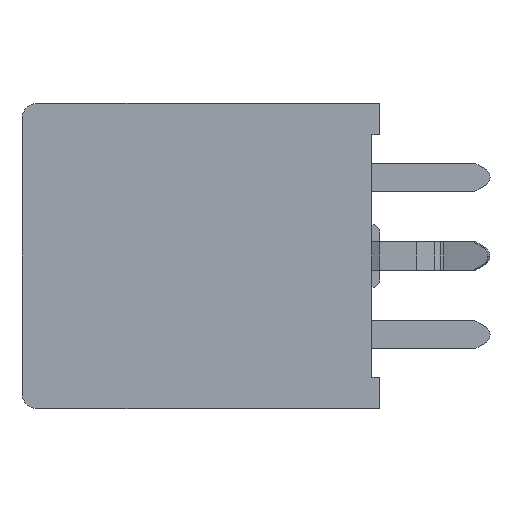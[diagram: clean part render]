
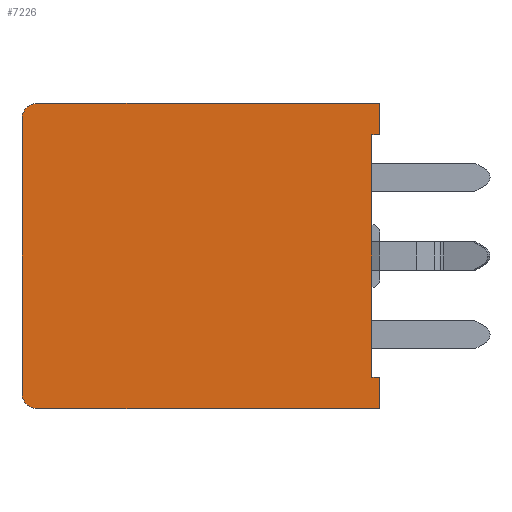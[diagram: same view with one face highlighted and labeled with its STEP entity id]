
A CAD part, left-side view. The second image highlights one B-rep face of the part: STEP entity #7226.
In plain terms, the highlighted planar face has unit normal (-1, 0, 0).
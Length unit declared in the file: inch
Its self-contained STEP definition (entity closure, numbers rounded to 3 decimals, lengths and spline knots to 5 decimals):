
#67 = EDGE_CURVE ( 'NONE', #2340, #4306, #5149, .T. ) ;
#227 = CIRCLE ( 'NONE', #2816, 0.01969 ) ;
#261 = CARTESIAN_POINT ( 'NONE',  ( -0.47326, 0., 0.19094 ) ) ;
#538 = CARTESIAN_POINT ( 'NONE',  ( -0.47326, -0.25591, 0.15157 ) ) ;
#727 = EDGE_CURVE ( 'NONE', #3383, #1780, #5874, .T. ) ;
#985 = EDGE_CURVE ( 'NONE', #1461, #6510, #3181, .T. ) ;
#1287 = ORIENTED_EDGE ( 'NONE', *, *, #727, .T. ) ;
#1303 = VECTOR ( 'NONE', #7314, 39.37008 ) ;
#1461 = VERTEX_POINT ( 'NONE', #2207 ) ;
#1468 = CARTESIAN_POINT ( 'NONE',  ( -0.47326, 0., 0. ) ) ;
#1479 = DIRECTION ( 'NONE',  ( 0., 0., -1. ) ) ;
#1569 = AXIS2_PLACEMENT_3D ( 'NONE', #1468, #7158, #2768 ) ;
#1627 = DIRECTION ( 'NONE',  ( 0., 0., 1. ) ) ;
#1713 = VECTOR ( 'NONE', #7720, 39.37008 ) ;
#1722 = VECTOR ( 'NONE', #1479, 39.37008 ) ;
#1780 = VERTEX_POINT ( 'NONE', #3429 ) ;
#1826 = VECTOR ( 'NONE', #3748, 39.37008 ) ;
#1870 = CARTESIAN_POINT ( 'NONE',  ( -0.47326, -0.25591, 0. ) ) ;
#1960 = DIRECTION ( 'NONE',  ( 0., 1., 0. ) ) ;
#2121 = CIRCLE ( 'NONE', #2518, 0.01969 ) ;
#2167 = CARTESIAN_POINT ( 'NONE',  ( -0.47326, 0., -0.19094 ) ) ;
#2193 = CARTESIAN_POINT ( 'NONE',  ( -0.47326, -0.25591, 0.15157 ) ) ;
#2207 = CARTESIAN_POINT ( 'NONE',  ( -0.47326, -0.25591, -0.19094 ) ) ;
#2285 = DIRECTION ( 'NONE',  ( 0., 0., -1. ) ) ;
#2296 = CARTESIAN_POINT ( 'NONE',  ( -0.47326, 0.17126, -0.19094 ) ) ;
#2340 = VERTEX_POINT ( 'NONE', #6418 ) ;
#2363 = VERTEX_POINT ( 'NONE', #2296 ) ;
#2365 = VECTOR ( 'NONE', #6273, 39.37008 ) ;
#2417 = LINE ( 'NONE', #3681, #1826 ) ;
#2518 = AXIS2_PLACEMENT_3D ( 'NONE', #6569, #5965, #7089 ) ;
#2541 = CARTESIAN_POINT ( 'NONE',  ( -0.47326, 0.17126, -0.17126 ) ) ;
#2588 = EDGE_CURVE ( 'NONE', #2340, #7812, #7486, .T. ) ;
#2597 = ORIENTED_EDGE ( 'NONE', *, *, #4473, .T. ) ;
#2691 = CARTESIAN_POINT ( 'NONE',  ( -0.47326, -0.24606, 0. ) ) ;
#2768 = DIRECTION ( 'NONE',  ( 0., 0., 1. ) ) ;
#2796 = EDGE_CURVE ( 'NONE', #5821, #2819, #4079, .T. ) ;
#2816 = AXIS2_PLACEMENT_3D ( 'NONE', #2541, #7386, #1627 ) ;
#2819 = VERTEX_POINT ( 'NONE', #2860 ) ;
#2826 = LINE ( 'NONE', #2167, #5527 ) ;
#2860 = CARTESIAN_POINT ( 'NONE',  ( -0.47326, 0.19094, -0.17126 ) ) ;
#3181 = LINE ( 'NONE', #1870, #2365 ) ;
#3278 = CARTESIAN_POINT ( 'NONE',  ( -0.47326, -0.25591, 0. ) ) ;
#3301 = EDGE_CURVE ( 'NONE', #5821, #7812, #2121, .T. ) ;
#3383 = VERTEX_POINT ( 'NONE', #4034 ) ;
#3429 = CARTESIAN_POINT ( 'NONE',  ( -0.47326, -0.24606, 0.15157 ) ) ;
#3592 = ORIENTED_EDGE ( 'NONE', *, *, #67, .F. ) ;
#3681 = CARTESIAN_POINT ( 'NONE',  ( -0.47326, -0.25591, -0.15157 ) ) ;
#3706 = LINE ( 'NONE', #538, #1303 ) ;
#3737 = ORIENTED_EDGE ( 'NONE', *, *, #2588, .T. ) ;
#3748 = DIRECTION ( 'NONE',  ( 0., 1., 0. ) ) ;
#3941 = ORIENTED_EDGE ( 'NONE', *, *, #5865, .T. ) ;
#4034 = CARTESIAN_POINT ( 'NONE',  ( -0.47326, -0.24606, -0.15157 ) ) ;
#4065 = PLANE ( 'NONE',  #1569 ) ;
#4079 = LINE ( 'NONE', #5392, #4964 ) ;
#4233 = EDGE_CURVE ( 'NONE', #6510, #3383, #2417, .T. ) ;
#4306 = VERTEX_POINT ( 'NONE', #2193 ) ;
#4356 = ORIENTED_EDGE ( 'NONE', *, *, #4233, .T. ) ;
#4453 = CARTESIAN_POINT ( 'NONE',  ( -0.47326, 0.19094, 0.17126 ) ) ;
#4473 = EDGE_CURVE ( 'NONE', #1780, #4306, #3706, .T. ) ;
#4633 = FACE_OUTER_BOUND ( 'NONE', #5690, .T. ) ;
#4634 = CARTESIAN_POINT ( 'NONE',  ( -0.47326, 0.17126, 0.19094 ) ) ;
#4733 = DIRECTION ( 'NONE',  ( 0., -1., 0. ) ) ;
#4964 = VECTOR ( 'NONE', #2285, 39.37008 ) ;
#5149 = LINE ( 'NONE', #3278, #1722 ) ;
#5392 = CARTESIAN_POINT ( 'NONE',  ( -0.47326, 0.19094, 0. ) ) ;
#5527 = VECTOR ( 'NONE', #4733, 39.37008 ) ;
#5550 = ORIENTED_EDGE ( 'NONE', *, *, #6921, .T. ) ;
#5690 = EDGE_LOOP ( 'NONE', ( #1287, #2597, #3592, #3737, #7447, #7647, #5550, #3941, #7851, #4356 ) ) ;
#5821 = VERTEX_POINT ( 'NONE', #4453 ) ;
#5865 = EDGE_CURVE ( 'NONE', #2363, #1461, #2826, .T. ) ;
#5874 = LINE ( 'NONE', #2691, #1713 ) ;
#5965 = DIRECTION ( 'NONE',  ( 1., 0., 0. ) ) ;
#6120 = VECTOR ( 'NONE', #1960, 39.37008 ) ;
#6273 = DIRECTION ( 'NONE',  ( 0., 0., 1. ) ) ;
#6418 = CARTESIAN_POINT ( 'NONE',  ( -0.47326, -0.25591, 0.19094 ) ) ;
#6510 = VERTEX_POINT ( 'NONE', #7884 ) ;
#6569 = CARTESIAN_POINT ( 'NONE',  ( -0.47326, 0.17126, 0.17126 ) ) ;
#6921 = EDGE_CURVE ( 'NONE', #2819, #2363, #227, .T. ) ;
#7089 = DIRECTION ( 'NONE',  ( 0., 0., -1. ) ) ;
#7158 = DIRECTION ( 'NONE',  ( -1., 0., 0. ) ) ;
#7226 = ADVANCED_FACE ( 'NONE', ( #4633 ), #4065, .T. ) ;
#7314 = DIRECTION ( 'NONE',  ( 0., -1., 0. ) ) ;
#7386 = DIRECTION ( 'NONE',  ( -1., 0., 0. ) ) ;
#7447 = ORIENTED_EDGE ( 'NONE', *, *, #3301, .F. ) ;
#7486 = LINE ( 'NONE', #261, #6120 ) ;
#7647 = ORIENTED_EDGE ( 'NONE', *, *, #2796, .T. ) ;
#7720 = DIRECTION ( 'NONE',  ( 0., 0., 1. ) ) ;
#7812 = VERTEX_POINT ( 'NONE', #4634 ) ;
#7851 = ORIENTED_EDGE ( 'NONE', *, *, #985, .T. ) ;
#7884 = CARTESIAN_POINT ( 'NONE',  ( -0.47326, -0.25591, -0.15157 ) ) ;
